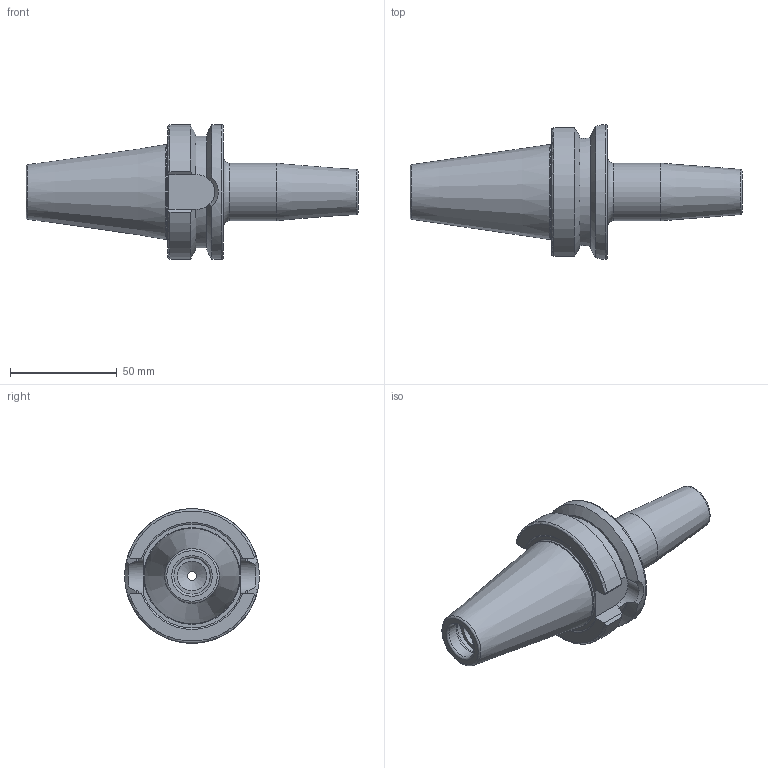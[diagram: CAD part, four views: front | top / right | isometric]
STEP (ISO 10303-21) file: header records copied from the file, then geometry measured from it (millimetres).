
FILE_DESCRIPTION(/* description */ (''),/* implementation_level */ '2;1');
FILE_NAME(/* name */ 'VE024.stp',/* time_stamp */ '2024-12-11T16:31:23+09:00',/* author */ ('YSH'),/* organization */ (''),/* preprocessor_version */ 'ST-DEVELOPER v20',/* originating_system */ 'Autodesk Inventor 2025',/* authorisation */ '');
FILE_SCHEMA (('AUTOMOTIVE_DESIGN { 1 0 10303 214 3 1 1 }'));
Length unit declared in the file: millimetre
Products named in the file (1): LO-CBT40-SFH6.35-90
Bounding box: 155.4 x 63 x 63 mm (x, y, z)
Volume: 150757.8 mm3; surface area: 28473.9 mm2
Topology: 1 solids, 1 shells, 61 faces, 157 edges, 102 vertices
Faces by surface type: plane 24, cylinder 15, cone 11, torus 9, bspline 2
Full cylindrical faces by diameter (mm): 4.3 x1, 6.35 x1, 7.55 x1, 13.835 x1, 17 x1, 17.6 x1, 27 x1, 44 x1, 63 x1
Entity records: 2089 total; most frequent: CARTESIAN_POINT 574, ORIENTED_EDGE 314, DIRECTION 310, EDGE_CURVE 157, AXIS2_PLACEMENT_3D 126, VERTEX_POINT 102, EDGE_LOOP 67, CIRCLE 66
